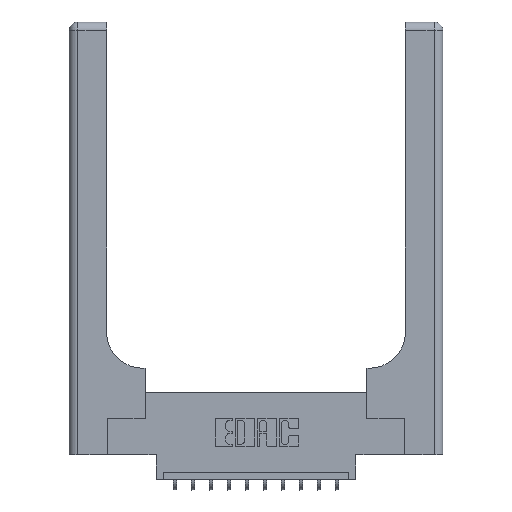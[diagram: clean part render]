
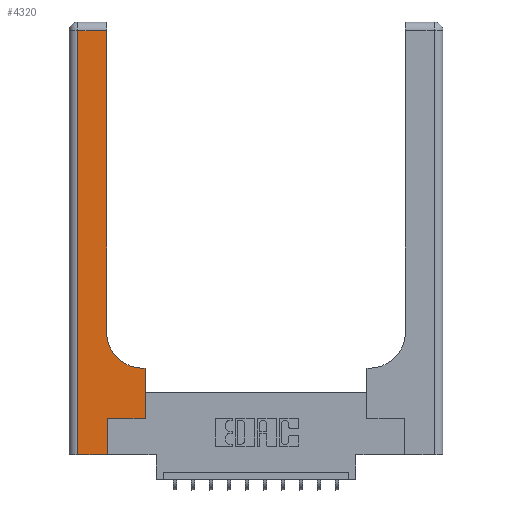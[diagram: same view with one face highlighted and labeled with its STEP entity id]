
A CAD part, top view. The second image highlights one B-rep face of the part: STEP entity #4320.
In plain terms, the highlighted planar face has unit normal (0, 0, 1).
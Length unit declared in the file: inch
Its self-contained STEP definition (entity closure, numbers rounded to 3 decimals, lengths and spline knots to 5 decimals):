
#8 = DIRECTION ( 'NONE',  ( 1., 0., 0. ) ) ;
#257 = ORIENTED_EDGE ( 'NONE', *, *, #10422, .T. ) ;
#497 = ORIENTED_EDGE ( 'NONE', *, *, #9618, .T. ) ;
#568 = EDGE_CURVE ( 'NONE', #10613, #13713, #9978, .T. ) ;
#586 = CARTESIAN_POINT ( 'NONE',  ( 0., 0., 0.37 ) ) ;
#672 = CARTESIAN_POINT ( 'NONE',  ( 0.26, 3., 0.37 ) ) ;
#1146 = VERTEX_POINT ( 'NONE', #12329 ) ;
#1203 = LINE ( 'NONE', #7416, #6987 ) ;
#1493 = VECTOR ( 'NONE', #9255, 39.37008 ) ;
#1763 = LINE ( 'NONE', #15776, #7928 ) ;
#2526 = CARTESIAN_POINT ( 'NONE',  ( 0.265, 0., 0.37 ) ) ;
#2532 = DIRECTION ( 'NONE',  ( -1., 0., 0. ) ) ;
#3003 = VECTOR ( 'NONE', #12476, 39.37008 ) ;
#3086 = DIRECTION ( 'NONE',  ( 1., 0., 0. ) ) ;
#3271 = EDGE_CURVE ( 'NONE', #6972, #10098, #3958, .T. ) ;
#3478 = EDGE_CURVE ( 'NONE', #1146, #12607, #15636, .T. ) ;
#3492 = CARTESIAN_POINT ( 'NONE',  ( 0.26, 0.85, 0.37 ) ) ;
#3913 = CARTESIAN_POINT ( 'NONE',  ( 0.06, 0., 0.37 ) ) ;
#3958 = LINE ( 'NONE', #8423, #4363 ) ;
#4307 = EDGE_CURVE ( 'NONE', #13713, #6972, #1203, .T. ) ;
#4320 = ADVANCED_FACE ( 'NONE', ( #13146 ), #4946, .F. ) ;
#4363 = VECTOR ( 'NONE', #4733, 39.37008 ) ;
#4542 = ORIENTED_EDGE ( 'NONE', *, *, #568, .T. ) ;
#4651 = CARTESIAN_POINT ( 'NONE',  ( 0.528, 0.6, 0.37 ) ) ;
#4733 = DIRECTION ( 'NONE',  ( 0., 1., 0. ) ) ;
#4946 = PLANE ( 'NONE',  #6819 ) ;
#6239 = VERTEX_POINT ( 'NONE', #3492 ) ;
#6760 = AXIS2_PLACEMENT_3D ( 'NONE', #7178, #15736, #8409 ) ;
#6819 = AXIS2_PLACEMENT_3D ( 'NONE', #8630, #9858, #2532 ) ;
#6972 = VERTEX_POINT ( 'NONE', #9346 ) ;
#6987 = VECTOR ( 'NONE', #8, 39.37008 ) ;
#6997 = ORIENTED_EDGE ( 'NONE', *, *, #3271, .T. ) ;
#7165 = CARTESIAN_POINT ( 'NONE',  ( 0.265, 0.25, 0.37 ) ) ;
#7178 = CARTESIAN_POINT ( 'NONE',  ( 0.51, 0.85, 0.37 ) ) ;
#7253 = ORIENTED_EDGE ( 'NONE', *, *, #8969, .T. ) ;
#7257 = CARTESIAN_POINT ( 'NONE',  ( 0.51, 0.6, 0.37 ) ) ;
#7349 = ORIENTED_EDGE ( 'NONE', *, *, #13743, .T. ) ;
#7416 = CARTESIAN_POINT ( 'NONE',  ( 0.265, 0.25, 0.37 ) ) ;
#7571 = DIRECTION ( 'NONE',  ( 0., -1., 0. ) ) ;
#7607 = CARTESIAN_POINT ( 'NONE',  ( 0.26, 2.94, 0.37 ) ) ;
#7750 = VECTOR ( 'NONE', #3086, 39.37008 ) ;
#7928 = VECTOR ( 'NONE', #9648, 39.37008 ) ;
#8303 = ORIENTED_EDGE ( 'NONE', *, *, #13523, .T. ) ;
#8352 = VECTOR ( 'NONE', #7571, 39.37008 ) ;
#8409 = DIRECTION ( 'NONE',  ( 1., 0., 0. ) ) ;
#8423 = CARTESIAN_POINT ( 'NONE',  ( 0.528, 0.25, 0.37 ) ) ;
#8630 = CARTESIAN_POINT ( 'NONE',  ( 0., 3., 0.37 ) ) ;
#8969 = EDGE_CURVE ( 'NONE', #10098, #12419, #15656, .T. ) ;
#9255 = DIRECTION ( 'NONE',  ( 0., 1., 0. ) ) ;
#9346 = CARTESIAN_POINT ( 'NONE',  ( 0.528, 0.25, 0.37 ) ) ;
#9589 = VECTOR ( 'NONE', #10013, 39.37008 ) ;
#9618 = EDGE_CURVE ( 'NONE', #12419, #6239, #14338, .T. ) ;
#9648 = DIRECTION ( 'NONE',  ( -1., 0., 0. ) ) ;
#9683 = CARTESIAN_POINT ( 'NONE',  ( 0.265, 0., 0.37 ) ) ;
#9858 = DIRECTION ( 'NONE',  ( 0., 0., -1. ) ) ;
#9876 = VERTEX_POINT ( 'NONE', #7607 ) ;
#9978 = LINE ( 'NONE', #9683, #9589 ) ;
#10013 = DIRECTION ( 'NONE',  ( 0., 1., 0. ) ) ;
#10098 = VERTEX_POINT ( 'NONE', #4651 ) ;
#10422 = EDGE_CURVE ( 'NONE', #6239, #9876, #10916, .T. ) ;
#10613 = VERTEX_POINT ( 'NONE', #2526 ) ;
#10916 = LINE ( 'NONE', #672, #1493 ) ;
#11377 = LINE ( 'NONE', #586, #7750 ) ;
#12329 = CARTESIAN_POINT ( 'NONE',  ( 0.06, 2.94, 0.37 ) ) ;
#12419 = VERTEX_POINT ( 'NONE', #7257 ) ;
#12437 = EDGE_LOOP ( 'NONE', ( #257, #7349, #13871, #8303, #4542, #15633, #6997, #7253, #497 ) ) ;
#12448 = CARTESIAN_POINT ( 'NONE',  ( 0.06, 3., 0.37 ) ) ;
#12476 = DIRECTION ( 'NONE',  ( -1., 0., 0. ) ) ;
#12607 = VERTEX_POINT ( 'NONE', #3913 ) ;
#13146 = FACE_OUTER_BOUND ( 'NONE', #12437, .T. ) ;
#13523 = EDGE_CURVE ( 'NONE', #12607, #10613, #11377, .T. ) ;
#13713 = VERTEX_POINT ( 'NONE', #7165 ) ;
#13743 = EDGE_CURVE ( 'NONE', #9876, #1146, #1763, .T. ) ;
#13871 = ORIENTED_EDGE ( 'NONE', *, *, #3478, .T. ) ;
#14338 = CIRCLE ( 'NONE', #6760, 0.25 ) ;
#14928 = CARTESIAN_POINT ( 'NONE',  ( 0.26, 0.6, 0.37 ) ) ;
#15633 = ORIENTED_EDGE ( 'NONE', *, *, #4307, .T. ) ;
#15636 = LINE ( 'NONE', #12448, #8352 ) ;
#15656 = LINE ( 'NONE', #14928, #3003 ) ;
#15736 = DIRECTION ( 'NONE',  ( 0., 0., -1. ) ) ;
#15776 = CARTESIAN_POINT ( 'NONE',  ( 0., 2.94, 0.37 ) ) ;
